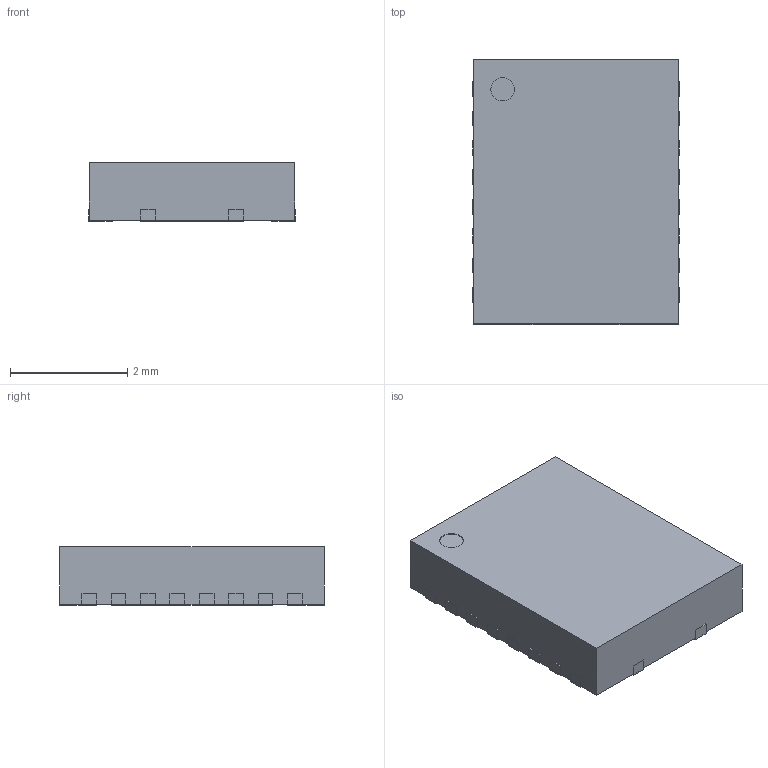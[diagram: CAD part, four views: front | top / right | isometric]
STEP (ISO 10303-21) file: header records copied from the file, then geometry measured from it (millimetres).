
FILE_DESCRIPTION(('FreeCAD Model'),'2;1');
FILE_NAME('vqfn_20_ti.step','2020-05-11T12:28:02',('Author'),(''), 'Open CASCADE STEP processor 6.8','FreeCAD','Unknown');
FILE_SCHEMA(('AUTOMOTIVE_DESIGN_CC2 { 1 2 10303 214 -1 1 5 4 }'));
Length unit declared in the file: millimetre
Products named in the file (23): ASSEMBLY; Exposed_Pad_Final; Housing_Final; Pin020; Pin017; Pin009; Pin006; Pin005; Pin016; Pin015; Pin004; Pin012; Pin003; Pin002; Pin011; Pin007; Pin010; Pin014; Pin019; Pin001; Pin008; Pin018; Pin013
Assembly tree (22 placements, depth 2):
  ASSEMBLY
    Exposed_Pad_Final
    Housing_Final
    Pin020
    Pin017
    Pin009
    Pin006
    Pin005
    Pin016
    Pin015
    Pin004
    Pin012
    Pin003
    Pin002
    Pin011
    Pin007
    Pin010
    Pin014
    Pin019
    Pin001
    Pin008
    Pin018
    Pin013
Bounding box: 3.52 x 4.52 x 1 mm (x, y, z)
Surface area: 66.6 mm2
Topology: 22 solids, 22 shells, 134 faces, 267 edges, 178 vertices
Faces by surface type: plane 113, cylinder 21
Full cylindrical faces by diameter (mm): 0.4 x1
Entity records: 7541 total; most frequent: DIRECTION 1156, CARTESIAN_POINT 1142, LINE 717, VECTOR 717, ORIENTED_EDGE 534, PCURVE 534, DEFINITIONAL_REPRESENTATION 534, EDGE_CURVE 267
